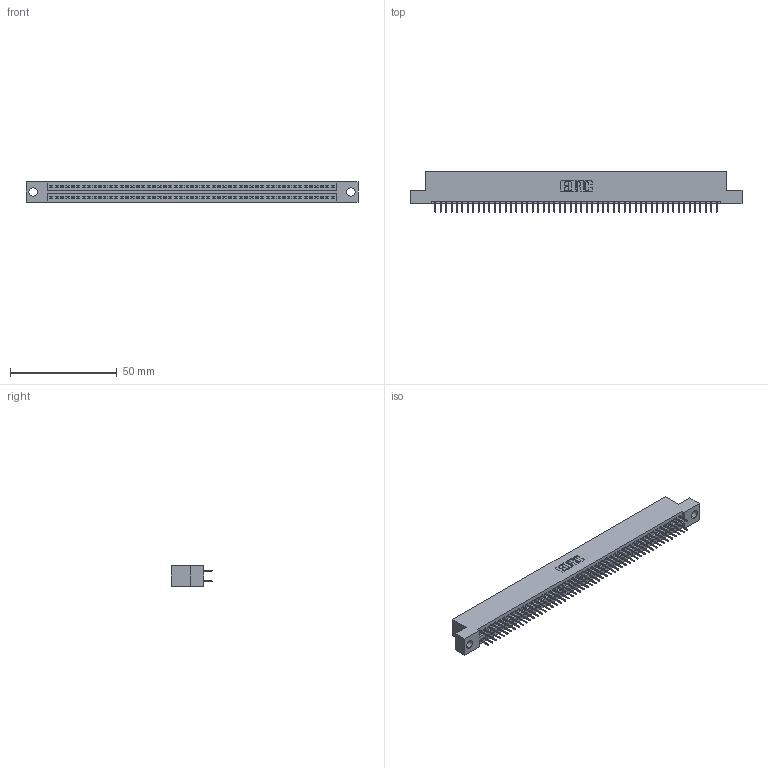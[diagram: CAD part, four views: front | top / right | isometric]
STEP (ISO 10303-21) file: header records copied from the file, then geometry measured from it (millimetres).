
FILE_DESCRIPTION (( 'STEP AP203' ), '1' );
FILE_NAME ('345-106-524-204.STEP', '2018-10-06T03:45:00', ( '' ), ( '' ), 'SwSTEP 2.0', 'SolidWorks 2016', '' );
FILE_SCHEMA (( 'CONFIG_CONTROL_DESIGN' ));
Length unit declared in the file: inch
Products named in the file (3): 345-292-001_345-293-124; 345-106-524-204; 345 Part_Flush Mounting Lugs - 0.156 Dia-TH
Assembly tree (107 placements, depth 2):
  345-106-524-204
    345 Part_Flush Mounting Lugs - 0.156 Dia-TH
    345-292-001_345-293-124  x106
Bounding box: 155.83 x 19.35 x 9.4 mm (x, y, z)
Volume: 14991.2 mm3; surface area: 21764.3 mm2
Topology: 107 solids, 107 shells, 5850 faces, 16559 edges, 10614 vertices
Faces by surface type: plane 4214, cylinder 1636
Entity records: 40181 total; most frequent: CARTESIAN_POINT 6724, ORIENTED_EDGE 6658, DIRECTION 5917, EDGE_CURVE 3329, VECTOR 2989, LINE 2989, VERTEX_POINT 2214, AXIS2_PLACEMENT_3D 1464
